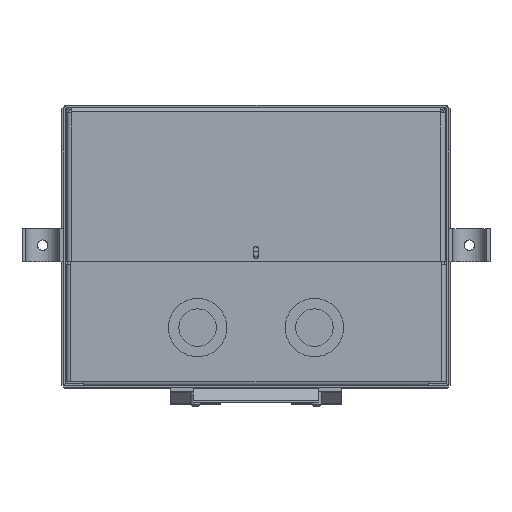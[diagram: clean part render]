
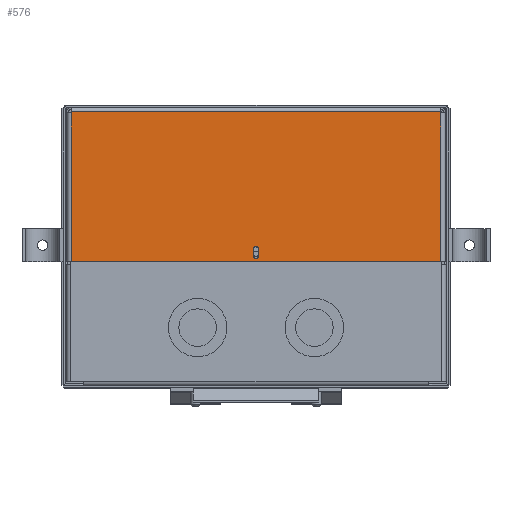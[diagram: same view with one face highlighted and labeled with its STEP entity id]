
A CAD part, front view. The second image highlights one B-rep face of the part: STEP entity #576.
In plain terms, the highlighted planar face has unit normal (0, -1, 0).
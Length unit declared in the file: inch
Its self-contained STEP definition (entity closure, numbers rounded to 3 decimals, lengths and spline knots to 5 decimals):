
#230 = CARTESIAN_POINT ( 'NONE',  ( 5.546, -4.92715, 4.1751 ) ) ;
#576 = ADVANCED_FACE ( 'NONE', ( #26614, #9015 ), #25694, .T. ) ;
#868 = CIRCLE ( 'NONE', #30644, 0.07812 ) ;
#1212 = VECTOR ( 'NONE', #22774, 39.37008 ) ;
#1703 = CARTESIAN_POINT ( 'NONE',  ( 0., -4.92715, -0.06327 ) ) ;
#3065 = DIRECTION ( 'NONE',  ( 0., 1., 0. ) ) ;
#3633 = EDGE_CURVE ( 'NONE', #17526, #22603, #24282, .T. ) ;
#3893 = ORIENTED_EDGE ( 'NONE', *, *, #10483, .T. ) ;
#4946 = ORIENTED_EDGE ( 'NONE', *, *, #8554, .T. ) ;
#5032 = LINE ( 'NONE', #23098, #8120 ) ;
#5037 = VERTEX_POINT ( 'NONE', #24918 ) ;
#5082 = ORIENTED_EDGE ( 'NONE', *, *, #29645, .T. ) ;
#5536 = DIRECTION ( 'NONE',  ( 0., 0., 1. ) ) ;
#6258 = DIRECTION ( 'NONE',  ( 0., 1., 0. ) ) ;
#6327 = LINE ( 'NONE', #23902, #24344 ) ;
#7339 = LINE ( 'NONE', #230, #16334 ) ;
#7994 = DIRECTION ( 'NONE',  ( 0., 0., -1. ) ) ;
#8120 = VECTOR ( 'NONE', #15644, 39.37008 ) ;
#8145 = CARTESIAN_POINT ( 'NONE',  ( 0.07813, -4.92715, -0.28202 ) ) ;
#8403 = ORIENTED_EDGE ( 'NONE', *, *, #30981, .T. ) ;
#8497 = AXIS2_PLACEMENT_3D ( 'NONE', #1703, #6258, #28744 ) ;
#8554 = EDGE_CURVE ( 'NONE', #20875, #30032, #18363, .T. ) ;
#8565 = DIRECTION ( 'NONE',  ( 0., 0., -1. ) ) ;
#8720 = DIRECTION ( 'NONE',  ( 1., 0., 0. ) ) ;
#9015 = FACE_BOUND ( 'NONE', #12663, .T. ) ;
#9021 = VERTEX_POINT ( 'NONE', #30474 ) ;
#10483 = EDGE_CURVE ( 'NONE', #9021, #20875, #30637, .T. ) ;
#10972 = AXIS2_PLACEMENT_3D ( 'NONE', #30504, #23169, #7994 ) ;
#12218 = CARTESIAN_POINT ( 'NONE',  ( 0., -4.92715, 0.01485 ) ) ;
#12645 = CARTESIAN_POINT ( 'NONE',  ( -0.07812, -4.92715, 4.1751 ) ) ;
#12663 = EDGE_LOOP ( 'NONE', ( #5082, #8403, #3893, #4946, #16665 ) ) ;
#13220 = CARTESIAN_POINT ( 'NONE',  ( 5.546, -4.92715, 4.0403 ) ) ;
#14169 = AXIS2_PLACEMENT_3D ( 'NONE', #17952, #15522, #5536 ) ;
#14259 = ORIENTED_EDGE ( 'NONE', *, *, #29365, .T. ) ;
#14801 = DIRECTION ( 'NONE',  ( 0., 0., 1. ) ) ;
#15400 = DIRECTION ( 'NONE',  ( -1., 0., 0. ) ) ;
#15522 = DIRECTION ( 'NONE',  ( 0., 1., 0. ) ) ;
#15561 = CARTESIAN_POINT ( 'NONE',  ( 0., -4.92715, -0.06327 ) ) ;
#15644 = DIRECTION ( 'NONE',  ( 0., 0., -1. ) ) ;
#16334 = VECTOR ( 'NONE', #14801, 39.37008 ) ;
#16665 = ORIENTED_EDGE ( 'NONE', *, *, #31923, .T. ) ;
#17068 = ORIENTED_EDGE ( 'NONE', *, *, #30410, .T. ) ;
#17526 = VERTEX_POINT ( 'NONE', #13220 ) ;
#17952 = CARTESIAN_POINT ( 'NONE',  ( 0., -4.92715, -0.28202 ) ) ;
#18363 = CIRCLE ( 'NONE', #14169, 0.07812 ) ;
#18594 = VERTEX_POINT ( 'NONE', #29087 ) ;
#19417 = CIRCLE ( 'NONE', #8497, 0.07812 ) ;
#19899 = CARTESIAN_POINT ( 'NONE',  ( -5.546, -4.92715, 4.0403 ) ) ;
#19969 = LINE ( 'NONE', #12645, #1212 ) ;
#20139 = CARTESIAN_POINT ( 'NONE',  ( 0.07813, -4.92715, 4.1751 ) ) ;
#20736 = VECTOR ( 'NONE', #15400, 39.37008 ) ;
#20875 = VERTEX_POINT ( 'NONE', #8145 ) ;
#22603 = VERTEX_POINT ( 'NONE', #19899 ) ;
#22774 = DIRECTION ( 'NONE',  ( 0., 0., 1. ) ) ;
#23098 = CARTESIAN_POINT ( 'NONE',  ( -5.546, -4.92715, 4.1751 ) ) ;
#23169 = DIRECTION ( 'NONE',  ( 0., -1., 0. ) ) ;
#23891 = VERTEX_POINT ( 'NONE', #12218 ) ;
#23902 = CARTESIAN_POINT ( 'NONE',  ( 0., -4.92715, -0.4539 ) ) ;
#24282 = LINE ( 'NONE', #28395, #20736 ) ;
#24344 = VECTOR ( 'NONE', #8720, 39.37008 ) ;
#24482 = ORIENTED_EDGE ( 'NONE', *, *, #27345, .T. ) ;
#24742 = CARTESIAN_POINT ( 'NONE',  ( -0.07812, -4.92715, -0.28202 ) ) ;
#24918 = CARTESIAN_POINT ( 'NONE',  ( -0.07812, -4.92715, -0.06327 ) ) ;
#25009 = EDGE_LOOP ( 'NONE', ( #14259, #24482, #32383, #17068 ) ) ;
#25416 = VERTEX_POINT ( 'NONE', #26663 ) ;
#25694 = PLANE ( 'NONE',  #10972 ) ;
#26614 = FACE_OUTER_BOUND ( 'NONE', #25009, .T. ) ;
#26663 = CARTESIAN_POINT ( 'NONE',  ( 5.546, -4.92715, -0.4539 ) ) ;
#27345 = EDGE_CURVE ( 'NONE', #25416, #17526, #7339, .T. ) ;
#27914 = VECTOR ( 'NONE', #8565, 39.37008 ) ;
#28395 = CARTESIAN_POINT ( 'NONE',  ( 0., -4.92715, 4.0403 ) ) ;
#28744 = DIRECTION ( 'NONE',  ( 0., 0., 1. ) ) ;
#29087 = CARTESIAN_POINT ( 'NONE',  ( -5.546, -4.92715, -0.4539 ) ) ;
#29365 = EDGE_CURVE ( 'NONE', #18594, #25416, #6327, .T. ) ;
#29645 = EDGE_CURVE ( 'NONE', #5037, #23891, #868, .T. ) ;
#30032 = VERTEX_POINT ( 'NONE', #24742 ) ;
#30410 = EDGE_CURVE ( 'NONE', #22603, #18594, #5032, .T. ) ;
#30474 = CARTESIAN_POINT ( 'NONE',  ( 0.07813, -4.92715, -0.06327 ) ) ;
#30504 = CARTESIAN_POINT ( 'NONE',  ( 0., -4.92715, 4.1751 ) ) ;
#30637 = LINE ( 'NONE', #20139, #27914 ) ;
#30644 = AXIS2_PLACEMENT_3D ( 'NONE', #15561, #3065, #30970 ) ;
#30970 = DIRECTION ( 'NONE',  ( 0., 0., 1. ) ) ;
#30981 = EDGE_CURVE ( 'NONE', #23891, #9021, #19417, .T. ) ;
#31923 = EDGE_CURVE ( 'NONE', #30032, #5037, #19969, .T. ) ;
#32383 = ORIENTED_EDGE ( 'NONE', *, *, #3633, .T. ) ;
